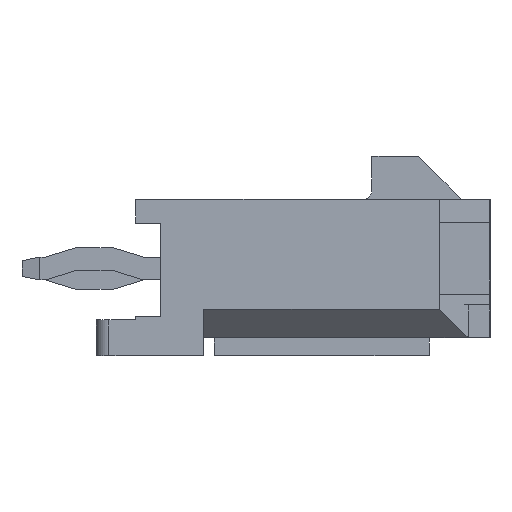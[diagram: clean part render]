
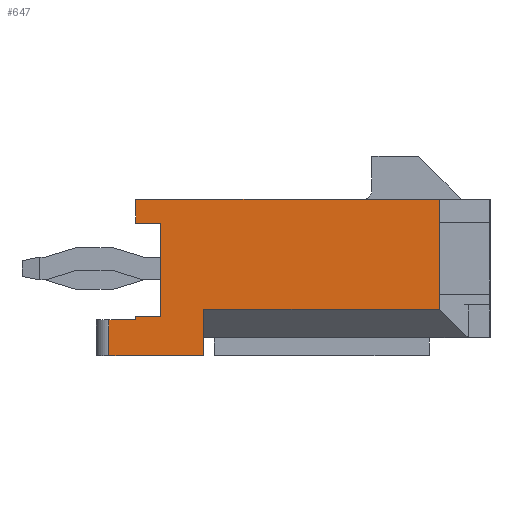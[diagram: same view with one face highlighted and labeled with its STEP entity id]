
A CAD part, left-side view. The second image highlights one B-rep face of the part: STEP entity #647.
In plain terms, the highlighted planar face has unit normal (-1, 0, 0).
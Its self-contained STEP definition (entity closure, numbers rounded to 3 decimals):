
#647 = ADVANCED_FACE( '', ( #1422 ), #1423, .T. );
#1422 = FACE_OUTER_BOUND( '', #2355, .T. );
#1423 = PLANE( '', #2356 );
#2355 = EDGE_LOOP( '', ( #3951, #3952, #3953, #3954, #3955, #3956, #3957, #3958, #3959, #3960, #3961, #3962, #3963, #3964 ) );
#2356 = AXIS2_PLACEMENT_3D( '', #3965, #3966, #3967 );
#3951 = ORIENTED_EDGE( '', *, *, #6429, .F. );
#3952 = ORIENTED_EDGE( '', *, *, #6430, .T. );
#3953 = ORIENTED_EDGE( '', *, *, #6383, .F. );
#3954 = ORIENTED_EDGE( '', *, *, #6431, .F. );
#3955 = ORIENTED_EDGE( '', *, *, #6432, .F. );
#3956 = ORIENTED_EDGE( '', *, *, #6433, .T. );
#3957 = ORIENTED_EDGE( '', *, *, #6434, .T. );
#3958 = ORIENTED_EDGE( '', *, *, #6435, .T. );
#3959 = ORIENTED_EDGE( '', *, *, #6381, .T. );
#3960 = ORIENTED_EDGE( '', *, *, #6436, .T. );
#3961 = ORIENTED_EDGE( '', *, *, #6437, .T. );
#3962 = ORIENTED_EDGE( '', *, *, #6438, .T. );
#3963 = ORIENTED_EDGE( '', *, *, #5965, .T. );
#3964 = ORIENTED_EDGE( '', *, *, #6439, .T. );
#3965 = CARTESIAN_POINT( '', ( -13.825, 0., 0. ) );
#3966 = DIRECTION( '', ( -1., 0., 0. ) );
#3967 = DIRECTION( '', ( 0., 0., 1. ) );
#5965 = EDGE_CURVE( '', #7216, #7213, #7217, .T. );
#6381 = EDGE_CURVE( '', #7900, #7905, #7907, .T. );
#6383 = EDGE_CURVE( '', #7909, #7910, #7911, .T. );
#6429 = EDGE_CURVE( '', #7981, #7982, #7983, .T. );
#6430 = EDGE_CURVE( '', #7981, #7910, #7984, .T. );
#6431 = EDGE_CURVE( '', #7985, #7909, #7986, .T. );
#6432 = EDGE_CURVE( '', #7987, #7985, #7988, .T. );
#6433 = EDGE_CURVE( '', #7987, #7989, #7990, .T. );
#6434 = EDGE_CURVE( '', #7989, #7991, #7992, .T. );
#6435 = EDGE_CURVE( '', #7991, #7900, #7993, .T. );
#6436 = EDGE_CURVE( '', #7905, #7994, #7995, .T. );
#6437 = EDGE_CURVE( '', #7994, #7996, #7997, .T. );
#6438 = EDGE_CURVE( '', #7996, #7216, #7998, .T. );
#6439 = EDGE_CURVE( '', #7213, #7982, #7999, .T. );
#7213 = VERTEX_POINT( '', #9016 );
#7216 = VERTEX_POINT( '', #9019 );
#7217 = LINE( '', #9020, #9021 );
#7900 = VERTEX_POINT( '', #10036 );
#7905 = VERTEX_POINT( '', #10043 );
#7907 = LINE( '', #10046, #10047 );
#7909 = VERTEX_POINT( '', #10049 );
#7910 = VERTEX_POINT( '', #10050 );
#7911 = LINE( '', #10051, #10052 );
#7981 = VERTEX_POINT( '', #10155 );
#7982 = VERTEX_POINT( '', #10156 );
#7983 = LINE( '', #10157, #10158 );
#7984 = LINE( '', #10159, #10160 );
#7985 = VERTEX_POINT( '', #10161 );
#7986 = LINE( '', #10162, #10163 );
#7987 = VERTEX_POINT( '', #10164 );
#7988 = LINE( '', #10165, #10166 );
#7989 = VERTEX_POINT( '', #10167 );
#7990 = LINE( '', #10168, #10169 );
#7991 = VERTEX_POINT( '', #10170 );
#7992 = LINE( '', #10171, #10172 );
#7993 = LINE( '', #10173, #10174 );
#7994 = VERTEX_POINT( '', #10175 );
#7995 = LINE( '', #10176, #10177 );
#7996 = VERTEX_POINT( '', #10178 );
#7997 = LINE( '', #10179, #10180 );
#7998 = LINE( '', #10181, #10182 );
#7999 = LINE( '', #10183, #10184 );
#9016 = CARTESIAN_POINT( '', ( -13.825, 5.7, -2.185 ) );
#9019 = CARTESIAN_POINT( '', ( -13.825, 5.7, -1.185 ) );
#9020 = CARTESIAN_POINT( '', ( -13.825, 5.7, -1.185 ) );
#9021 = VECTOR( '', #11357, 1000. );
#10036 = CARTESIAN_POINT( '', ( -13.825, 4.25, 1.515 ) );
#10043 = CARTESIAN_POINT( '', ( -13.825, 4.25, -1.085 ) );
#10046 = CARTESIAN_POINT( '', ( -13.825, 4.25, 0. ) );
#10047 = VECTOR( '', #11702, 1000. );
#10049 = CARTESIAN_POINT( '', ( -13.825, -3.536, -0.465 ) );
#10050 = CARTESIAN_POINT( '', ( -13.825, -3.536, -0.885 ) );
#10051 = CARTESIAN_POINT( '', ( -13.825, -3.536, 0. ) );
#10052 = VECTOR( '', #11703, 1000. );
#10155 = CARTESIAN_POINT( '', ( -13.825, 3.05, -0.885 ) );
#10156 = CARTESIAN_POINT( '', ( -13.825, 3.05, -2.185 ) );
#10157 = CARTESIAN_POINT( '', ( -13.825, 3.05, -1.685 ) );
#10158 = VECTOR( '', #11737, 1000. );
#10159 = CARTESIAN_POINT( '', ( -13.825, 0., -0.885 ) );
#10160 = VECTOR( '', #11738, 1000. );
#10161 = CARTESIAN_POINT( '', ( -13.825, -3.536, 1.535 ) );
#10162 = CARTESIAN_POINT( '', ( -13.825, -3.536, 1.535 ) );
#10163 = VECTOR( '', #11739, 1000. );
#10164 = CARTESIAN_POINT( '', ( -13.825, -3.536, 2.185 ) );
#10165 = CARTESIAN_POINT( '', ( -13.825, -3.536, 0. ) );
#10166 = VECTOR( '', #11740, 1000. );
#10167 = CARTESIAN_POINT( '', ( -13.825, 4.95, 2.185 ) );
#10168 = CARTESIAN_POINT( '', ( -13.825, -4.95, 2.185 ) );
#10169 = VECTOR( '', #11741, 1000. );
#10170 = CARTESIAN_POINT( '', ( -13.825, 4.95, 1.515 ) );
#10171 = CARTESIAN_POINT( '', ( -13.825, 4.95, 2.185 ) );
#10172 = VECTOR( '', #11742, 1000. );
#10173 = CARTESIAN_POINT( '', ( -13.825, 0., 1.515 ) );
#10174 = VECTOR( '', #11743, 1000. );
#10175 = CARTESIAN_POINT( '', ( -13.825, 4.95, -1.085 ) );
#10176 = CARTESIAN_POINT( '', ( -13.825, 0., -1.085 ) );
#10177 = VECTOR( '', #11744, 1000. );
#10178 = CARTESIAN_POINT( '', ( -13.825, 4.95, -1.185 ) );
#10179 = CARTESIAN_POINT( '', ( -13.825, 4.95, 2.185 ) );
#10180 = VECTOR( '', #11745, 1000. );
#10181 = CARTESIAN_POINT( '', ( -13.825, 4.95, -1.185 ) );
#10182 = VECTOR( '', #11746, 1000. );
#10183 = CARTESIAN_POINT( '', ( -13.825, 4.95, -2.185 ) );
#10184 = VECTOR( '', #11747, 1000. );
#11357 = DIRECTION( '', ( 0., 0., -1. ) );
#11702 = DIRECTION( '', ( 0., 0., -1. ) );
#11703 = DIRECTION( '', ( 0., 0., -1. ) );
#11737 = DIRECTION( '', ( 0., 0., -1. ) );
#11738 = DIRECTION( '', ( 0., -1., 0. ) );
#11739 = DIRECTION( '', ( 0., 0., -1. ) );
#11740 = DIRECTION( '', ( 0., 0., -1. ) );
#11741 = DIRECTION( '', ( 0., 1., 0. ) );
#11742 = DIRECTION( '', ( 0., 0., -1. ) );
#11743 = DIRECTION( '', ( 0., -1., 0. ) );
#11744 = DIRECTION( '', ( 0., 1., 0. ) );
#11745 = DIRECTION( '', ( 0., 0., -1. ) );
#11746 = DIRECTION( '', ( 0., 1., 0. ) );
#11747 = DIRECTION( '', ( 0., -1., 0. ) );
